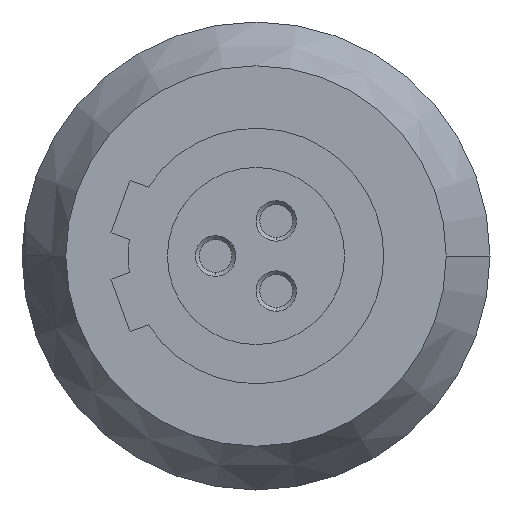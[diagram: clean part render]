
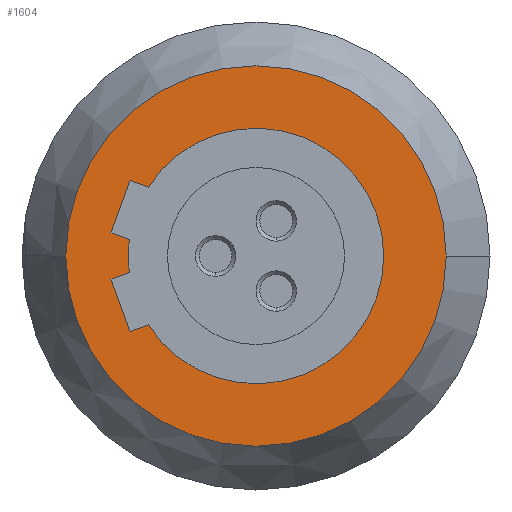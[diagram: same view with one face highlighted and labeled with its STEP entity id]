
A CAD part, left-side view. The second image highlights one B-rep face of the part: STEP entity #1604.
In plain terms, the highlighted planar face has unit normal (-1, 0, 0).
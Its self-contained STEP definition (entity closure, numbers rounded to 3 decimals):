
#353=CARTESIAN_POINT('',(-15.4,0.,0.));
#354=DIRECTION('',(-1.,0.,0.));
#355=DIRECTION('',(0.,1.,0.));
#356=AXIS2_PLACEMENT_3D('',#353,#354,#355);
#358=CARTESIAN_POINT('',(-15.4,0.,0.));
#359=DIRECTION('',(1.,0.,0.));
#360=DIRECTION('',(0.,1.,0.));
#361=AXIS2_PLACEMENT_3D('',#358,#359,#360);
#363=DIRECTION('',(0.,0.94,0.342));
#364=VECTOR('',#363,0.771);
#365=CARTESIAN_POINT('',(-15.4,5.008,0.652));
#366=LINE('',#365,#364);
#367=DIRECTION('',(0.,-0.94,0.342));
#368=VECTOR('',#367,0.771);
#369=CARTESIAN_POINT('',(-15.4,5.732,-0.916));
#370=LINE('',#369,#368);
#371=DIRECTION('',(0.,0.342,0.94));
#372=VECTOR('',#371,2.2);
#373=CARTESIAN_POINT('',(-15.4,4.98,-2.983));
#374=LINE('',#373,#372);
#375=DIRECTION('',(0.,0.94,-0.342));
#376=VECTOR('',#375,0.771);
#377=CARTESIAN_POINT('',(-15.4,4.255,-2.719));
#378=LINE('',#377,#376);
#379=DIRECTION('',(0.,-0.94,-0.342));
#380=VECTOR('',#379,0.771);
#381=CARTESIAN_POINT('',(-15.4,4.98,2.983));
#382=LINE('',#381,#380);
#383=DIRECTION('',(0.,-0.342,0.94));
#384=VECTOR('',#383,2.2);
#385=CARTESIAN_POINT('',(-15.4,5.732,0.916));
#386=LINE('',#385,#384);
#421=CARTESIAN_POINT('',(-15.4,0.,0.));
#422=DIRECTION('',(1.,0.,0.));
#423=DIRECTION('',(0.,0.843,0.538));
#424=AXIS2_PLACEMENT_3D('',#421,#422,#423);
#448=CARTESIAN_POINT('',(-15.4,0.,0.));
#449=DIRECTION('',(1.,0.,0.));
#450=DIRECTION('',(0.,0.992,-0.129));
#451=AXIS2_PLACEMENT_3D('',#448,#449,#450);
#877=CARTESIAN_POINT('',(-15.4,-7.518,0.));
#878=VERTEX_POINT('',#877);
#879=CARTESIAN_POINT('',(-15.4,7.518,0.));
#880=VERTEX_POINT('',#879);
#1046=CARTESIAN_POINT('',(-15.4,5.732,0.916));
#1047=VERTEX_POINT('',#1046);
#1048=CARTESIAN_POINT('',(-15.4,4.98,2.983));
#1049=VERTEX_POINT('',#1048);
#1054=CARTESIAN_POINT('',(-15.4,5.008,0.652));
#1055=VERTEX_POINT('',#1054);
#1056=CARTESIAN_POINT('',(-15.4,4.255,2.719));
#1057=VERTEX_POINT('',#1056);
#1058=CARTESIAN_POINT('',(-15.4,4.255,-2.719));
#1059=CARTESIAN_POINT('',(-15.4,4.98,-2.983));
#1060=VERTEX_POINT('',#1058);
#1061=VERTEX_POINT('',#1059);
#1062=CARTESIAN_POINT('',(-15.4,5.732,-0.916));
#1063=VERTEX_POINT('',#1062);
#1064=CARTESIAN_POINT('',(-15.4,5.008,-0.652));
#1065=VERTEX_POINT('',#1064);
#1577=CARTESIAN_POINT('',(-15.4,0.,0.));
#1578=DIRECTION('',(1.,0.,0.));
#1579=DIRECTION('',(0.,-1.,0.));
#1580=AXIS2_PLACEMENT_3D('',#1577,#1578,#1579);
#1581=PLANE('',#1580);
#1582=ORIENTED_EDGE('',*,*,#1470,.F.);
#1583=ORIENTED_EDGE('',*,*,#1563,.T.);
#1584=EDGE_LOOP('',(#1582,#1583));
#1585=FACE_OUTER_BOUND('',#1584,.F.);
#1587=ORIENTED_EDGE('',*,*,#1586,.F.);
#1589=ORIENTED_EDGE('',*,*,#1588,.F.);
#1591=ORIENTED_EDGE('',*,*,#1590,.F.);
#1593=ORIENTED_EDGE('',*,*,#1592,.F.);
#1595=ORIENTED_EDGE('',*,*,#1594,.F.);
#1597=ORIENTED_EDGE('',*,*,#1596,.F.);
#1599=ORIENTED_EDGE('',*,*,#1598,.F.);
#1601=ORIENTED_EDGE('',*,*,#1600,.F.);
#1602=EDGE_LOOP('',(#1587,#1589,#1591,#1593,#1595,#1597,#1599,#1601));
#1603=FACE_BOUND('',#1602,.F.);
#357=CIRCLE('',#356,7.518);
#362=CIRCLE('',#361,7.518);
#425=CIRCLE('',#424,5.05);
#452=CIRCLE('',#451,5.05);
#1470=EDGE_CURVE('',#880,#878,#357,.T.);
#1563=EDGE_CURVE('',#880,#878,#362,.T.);
#1586=EDGE_CURVE('',#1055,#1047,#366,.T.);
#1588=EDGE_CURVE('',#1065,#1055,#452,.T.);
#1590=EDGE_CURVE('',#1063,#1065,#370,.T.);
#1592=EDGE_CURVE('',#1061,#1063,#374,.T.);
#1594=EDGE_CURVE('',#1060,#1061,#378,.T.);
#1596=EDGE_CURVE('',#1057,#1060,#425,.T.);
#1598=EDGE_CURVE('',#1049,#1057,#382,.T.);
#1600=EDGE_CURVE('',#1047,#1049,#386,.T.);
#1604=ADVANCED_FACE('',(#1585,#1603),#1581,.F.);
